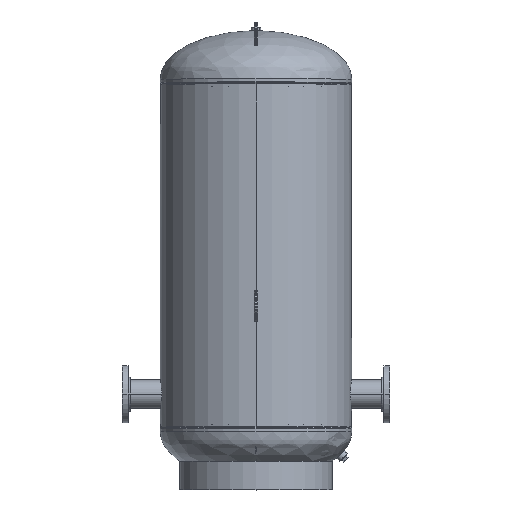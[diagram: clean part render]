
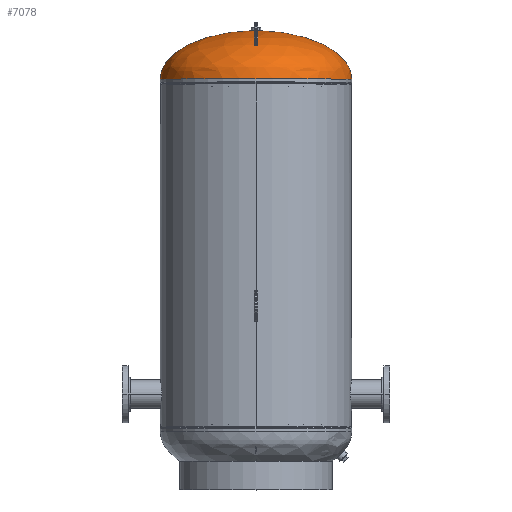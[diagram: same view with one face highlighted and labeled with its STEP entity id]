
A CAD part, top view. The second image highlights one B-rep face of the part: STEP entity #7078.
In plain terms, the highlighted free-form (B-spline) face has degree [3, 3] with [4, 4] control points.
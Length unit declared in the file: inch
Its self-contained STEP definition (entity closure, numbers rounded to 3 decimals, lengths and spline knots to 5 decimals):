
#63 = CARTESIAN_POINT ( 'NONE',  ( 0.625, 8.36841, 0. ) ) ;
#153 = VERTEX_POINT ( 'NONE', #63 ) ;
#323 = CARTESIAN_POINT ( 'NONE',  ( 9.11675, 8.18929, 18.23349 ) ) ;
#432 = VERTEX_POINT ( 'NONE', #8850 ) ;
#585 = ORIENTED_EDGE ( 'NONE', *, *, #10848, .T. ) ;
#913 = CARTESIAN_POINT ( 'NONE',  ( 15., 0.788, 0. ) ) ;
#935 = CIRCLE ( 'NONE', #8644, 0.625 ) ;
#1246 = CARTESIAN_POINT ( 'NONE',  ( -9.11675, 8.18929, 18.23349 ) ) ;
#1356 = ORIENTED_EDGE ( 'NONE', *, *, #3792, .T. ) ;
#1551 = EDGE_CURVE ( 'NONE', #153, #7604, #10898, .T. ) ;
#1563 = CARTESIAN_POINT ( 'NONE',  ( -9.11675, 8.18929, 0. ) ) ;
#2787 = CIRCLE ( 'NONE', #5373, 0.625 ) ;
#3166 = CARTESIAN_POINT ( 'NONE',  ( -15., 5.08686, 0. ) ) ;
#3253 = DIRECTION ( 'NONE',  ( 0., -1., 0. ) ) ;
#3397 = AXIS2_PLACEMENT_3D ( 'NONE', #9247, #11105, #11967 ) ;
#3526 = ORIENTED_EDGE ( 'NONE', *, *, #11991, .T. ) ;
#3792 = EDGE_CURVE ( 'NONE', #153, #6308, #2787, .T. ) ;
#3969 = ORIENTED_EDGE ( 'NONE', *, *, #4711, .T. ) ;
#4044 = VERTEX_POINT ( 'NONE', #4868 ) ;
#4045 = FACE_OUTER_BOUND ( 'NONE', #9753, .T. ) ;
#4159 = CARTESIAN_POINT ( 'NONE',  ( 15., 5.08686, 0. ) ) ;
#4316 = CARTESIAN_POINT ( 'NONE',  ( 0., 8.36841, 0. ) ) ;
#4711 = EDGE_CURVE ( 'NONE', #432, #7604, #7349, .T. ) ;
#4868 = CARTESIAN_POINT ( 'NONE',  ( -0.625, 8.36841, 0. ) ) ;
#5089 = CARTESIAN_POINT ( 'NONE',  ( 15., 0.788, 0. ) ) ;
#5334 = CARTESIAN_POINT ( 'NONE',  ( -15., 0.788, 30. ) ) ;
#5373 = AXIS2_PLACEMENT_3D ( 'NONE', #4316, #8093, #11869 ) ;
#5838 = CARTESIAN_POINT ( 'NONE',  ( 0.625, 8.36841, 0. ) ) ;
#5852 = CARTESIAN_POINT ( 'NONE',  ( 0., 8.36841, 0.625 ) ) ;
#6077 = CARTESIAN_POINT ( 'NONE',  ( -15., 5.08686, 30. ) ) ;
#6308 = VERTEX_POINT ( 'NONE', #5852 ) ;
#6337 = CARTESIAN_POINT ( 'NONE',  ( -15., 5.08686, 0. ) ) ;
#6673 = CARTESIAN_POINT ( 'NONE',  ( 0.625, 8.36841, 0. ) ) ;
#6755 = CARTESIAN_POINT ( 'NONE',  ( -0.625, 8.36841, 1.25 ) ) ;
#6771 =( BOUNDED_SURFACE ( )  B_SPLINE_SURFACE ( 3, 3, ( 
 ( #7823, #6755, #10530, #5838 ),
 ( #11594, #1246, #323, #11653 ),
 ( #3166, #6077, #7010, #4159 ),
 ( #9984, #5334, #6944, #5089 ) ),
 .UNSPECIFIED., .F., .F., .T. ) 
 B_SPLINE_SURFACE_WITH_KNOTS ( ( 4, 4 ),
 ( 4, 4 ),
 ( 0., 1. ),
 ( 0., 1. ),
 .UNSPECIFIED. ) 
 GEOMETRIC_REPRESENTATION_ITEM ( )  RATIONAL_B_SPLINE_SURFACE ( (
 ( 1., 0.333, 0.333, 1.),
 ( 0.814, 0.271, 0.271, 0.814),
 ( 0.814, 0.271, 0.271, 0.814),
 ( 1., 0.333, 0.333, 1.) ) ) 
 REPRESENTATION_ITEM ( '' )  SURFACE ( )  );
#6944 = CARTESIAN_POINT ( 'NONE',  ( 15., 0.788, 30. ) ) ;
#7010 = CARTESIAN_POINT ( 'NONE',  ( 15., 5.08686, 30. ) ) ;
#7078 = ADVANCED_FACE ( 'NONE', ( #4045 ), #6771, .T. ) ;
#7349 = CIRCLE ( 'NONE', #3397, 15. ) ;
#7542 = CARTESIAN_POINT ( 'NONE',  ( 9.11675, 8.18929, 0. ) ) ;
#7604 = VERTEX_POINT ( 'NONE', #9661 ) ;
#7789 = CARTESIAN_POINT ( 'NONE',  ( 0., 8.36841, 0. ) ) ;
#7823 = CARTESIAN_POINT ( 'NONE',  ( -0.625, 8.36841, 0. ) ) ;
#8093 = DIRECTION ( 'NONE',  ( 0., -1., 0. ) ) ;
#8254 = CARTESIAN_POINT ( 'NONE',  ( -15., 0.788, 0. ) ) ;
#8394 = ORIENTED_EDGE ( 'NONE', *, *, #1551, .F. ) ;
#8644 = AXIS2_PLACEMENT_3D ( 'NONE', #7789, #3253, #9639 ) ;
#8836 =( BOUNDED_CURVE ( )  B_SPLINE_CURVE ( 3, ( #9249, #1563, #6337, #8254 ),
 .UNSPECIFIED., .F., .T. ) 
 B_SPLINE_CURVE_WITH_KNOTS ( ( 4, 4 ),
 ( 4.75407, 6.28319 ),
 .UNSPECIFIED. ) 
 CURVE ( )  GEOMETRIC_REPRESENTATION_ITEM ( )  RATIONAL_B_SPLINE_CURVE ( ( 1., 0.814, 0.814, 1. ) ) 
 REPRESENTATION_ITEM ( '' )  );
#8850 = CARTESIAN_POINT ( 'NONE',  ( -15., 0.788, 0. ) ) ;
#9247 = CARTESIAN_POINT ( 'NONE',  ( 0., 0.788, 0. ) ) ;
#9249 = CARTESIAN_POINT ( 'NONE',  ( -0.625, 8.36841, 0. ) ) ;
#9639 = DIRECTION ( 'NONE',  ( -1., 0., 0. ) ) ;
#9661 = CARTESIAN_POINT ( 'NONE',  ( 15., 0.788, 0. ) ) ;
#9753 = EDGE_LOOP ( 'NONE', ( #585, #3526, #3969, #8394, #1356 ) ) ;
#9984 = CARTESIAN_POINT ( 'NONE',  ( -15., 0.788, 0. ) ) ;
#10530 = CARTESIAN_POINT ( 'NONE',  ( 0.625, 8.36841, 1.25 ) ) ;
#10848 = EDGE_CURVE ( 'NONE', #6308, #4044, #935, .T. ) ;
#10898 =( BOUNDED_CURVE ( )  B_SPLINE_CURVE ( 3, ( #6673, #7542, #11324, #913 ),
 .UNSPECIFIED., .F., .T. ) 
 B_SPLINE_CURVE_WITH_KNOTS ( ( 4, 4 ),
 ( 4.75407, 6.28319 ),
 .UNSPECIFIED. ) 
 CURVE ( )  GEOMETRIC_REPRESENTATION_ITEM ( )  RATIONAL_B_SPLINE_CURVE ( ( 1., 0.814, 0.814, 1. ) ) 
 REPRESENTATION_ITEM ( '' )  );
#11105 = DIRECTION ( 'NONE',  ( 0., 1., 0. ) ) ;
#11324 = CARTESIAN_POINT ( 'NONE',  ( 15., 5.08686, 0. ) ) ;
#11594 = CARTESIAN_POINT ( 'NONE',  ( -9.11675, 8.18929, 0. ) ) ;
#11653 = CARTESIAN_POINT ( 'NONE',  ( 9.11675, 8.18929, 0. ) ) ;
#11869 = DIRECTION ( 'NONE',  ( -1., 0., 0. ) ) ;
#11967 = DIRECTION ( 'NONE',  ( -1., 0., 0. ) ) ;
#11991 = EDGE_CURVE ( 'NONE', #4044, #432, #8836, .T. ) ;
